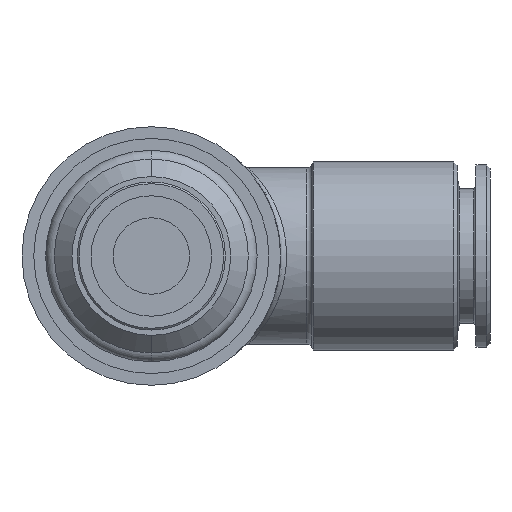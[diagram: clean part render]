
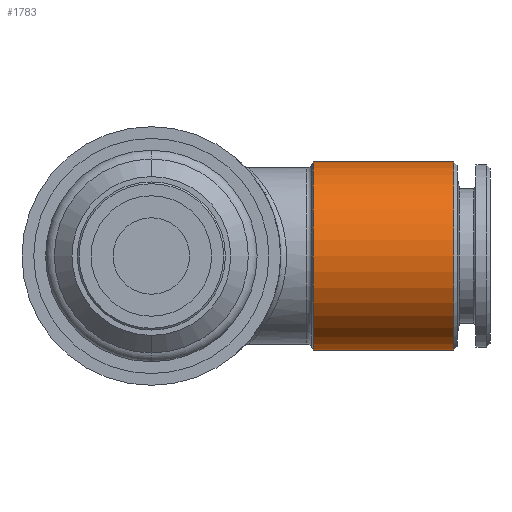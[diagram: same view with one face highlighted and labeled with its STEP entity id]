
A CAD part, front view. The second image highlights one B-rep face of the part: STEP entity #1783.
In plain terms, the highlighted cylindrical face has radius 8 mm (diameter 16 mm), a partial arc.
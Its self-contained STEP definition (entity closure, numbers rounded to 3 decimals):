
#699 = CARTESIAN_POINT ( 'NONE',  ( 25.7, 20.3, 8. ) ) ;
#944 = CARTESIAN_POINT ( 'NONE',  ( 25.7, 20.3, -8. ) ) ;
#1099 = CARTESIAN_POINT ( 'NONE',  ( 13.789, 20.3, -8. ) ) ;
#1746 = ORIENTED_EDGE ( 'NONE', *, *, #1771, .T. ) ;
#1748 = EDGE_LOOP ( 'NONE', ( #1755, #1746, #1764, #1765 ) ) ;
#1753 = EDGE_CURVE ( 'NONE', #4655, #4242, #2592, .T. ) ;
#1755 = ORIENTED_EDGE ( 'NONE', *, *, #4637, .F. ) ;
#1764 = ORIENTED_EDGE ( 'NONE', *, *, #4633, .T. ) ;
#1765 = ORIENTED_EDGE ( 'NONE', *, *, #1753, .T. ) ;
#1771 = EDGE_CURVE ( 'NONE', #4557, #4480, #3130, .T. ) ;
#1783 = ADVANCED_FACE ( 'NONE', ( #3101 ), #2596, .T. ) ;
#2579 = DIRECTION ( 'NONE',  ( 0., 0., -1. ) ) ;
#2580 = DIRECTION ( 'NONE',  ( 1., 0., 0. ) ) ;
#2584 = CARTESIAN_POINT ( 'NONE',  ( 13.789, 20.3, 0. ) ) ;
#2585 = AXIS2_PLACEMENT_3D ( 'NONE', #2584, #2580, #2579 ) ;
#2592 = CIRCLE ( 'NONE', #2585, 8. ) ;
#2595 = AXIS2_PLACEMENT_3D ( 'NONE', #3091, #3086, #3085 ) ;
#2596 = CYLINDRICAL_SURFACE ( 'NONE', #2595, 8. ) ;
#3085 = DIRECTION ( 'NONE',  ( 0., 0., 1. ) ) ;
#3086 = DIRECTION ( 'NONE',  ( -1., 0., 0. ) ) ;
#3091 = CARTESIAN_POINT ( 'NONE',  ( 0., 20.3, 0. ) ) ;
#3101 = FACE_OUTER_BOUND ( 'NONE', #1748, .T. ) ;
#3122 = CARTESIAN_POINT ( 'NONE',  ( 25.7, 20.3, 0. ) ) ;
#3130 = CIRCLE ( 'NONE', #3136, 8. ) ;
#3134 = DIRECTION ( 'NONE',  ( 0., 0., 1. ) ) ;
#3135 = DIRECTION ( 'NONE',  ( -1., 0., 0. ) ) ;
#3136 = AXIS2_PLACEMENT_3D ( 'NONE', #3122, #3135, #3134 ) ;
#3381 = LINE ( 'NONE', #3386, #3385 ) ;
#3385 = VECTOR ( 'NONE', #3398, 1000. ) ;
#3386 = CARTESIAN_POINT ( 'NONE',  ( 0., 20.3, -8. ) ) ;
#3388 = DIRECTION ( 'NONE',  ( -1., 0., 0. ) ) ;
#3389 = CARTESIAN_POINT ( 'NONE',  ( 0., 20.3, 8. ) ) ;
#3397 = VECTOR ( 'NONE', #3388, 1000. ) ;
#3398 = DIRECTION ( 'NONE',  ( -1., 0., 0. ) ) ;
#3400 = LINE ( 'NONE', #3389, #3397 ) ;
#3466 = CARTESIAN_POINT ( 'NONE',  ( 13.789, 20.3, 8. ) ) ;
#4242 = VERTEX_POINT ( 'NONE', #1099 ) ;
#4480 = VERTEX_POINT ( 'NONE', #699 ) ;
#4557 = VERTEX_POINT ( 'NONE', #944 ) ;
#4633 = EDGE_CURVE ( 'NONE', #4480, #4655, #3400, .T. ) ;
#4637 = EDGE_CURVE ( 'NONE', #4557, #4242, #3381, .T. ) ;
#4655 = VERTEX_POINT ( 'NONE', #3466 ) ;
